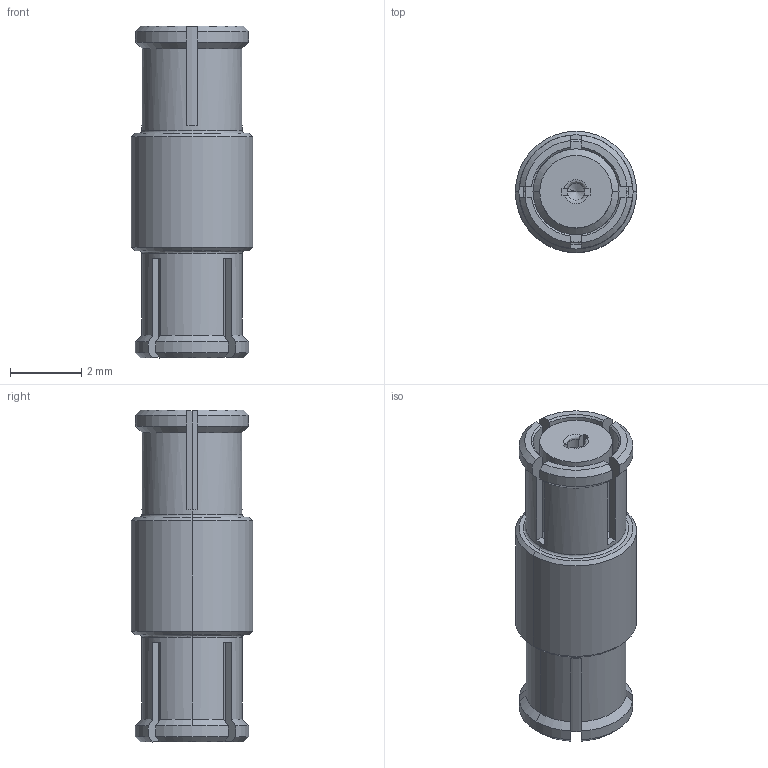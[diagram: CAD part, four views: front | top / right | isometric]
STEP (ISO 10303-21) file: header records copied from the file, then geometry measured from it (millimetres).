
FILE_DESCRIPTION (( 'STEP AP214' ), '1' );
FILE_NAME ('ﾏ褞襄鮏_ﾑﾐ-50-3-08-ﾐﾐ-ﾏ-5.STEP', '2018-11-27T09:15:23', ( 'User' ), ( '' ), 'SwSTEP 2.0', 'SolidWorks 2016', '' );
FILE_SCHEMA (( 'AUTOMOTIVE_DESIGN' ));
Length unit declared in the file: millimetre
Products named in the file (1): ﾏ褞襄鮏_ﾑﾐ-50-3-08-ﾐﾐ-ﾏ-5
Bounding box: 3.4 x 3.4 x 9.3 mm (x, y, z)
Volume: 58.2 mm3; surface area: 196.8 mm2
Topology: 1 solids, 1 shells, 129 faces, 352 edges, 225 vertices
Faces by surface type: plane 48, cone 40, cylinder 33, bspline 8
Entity records: 5475 total; most frequent: CARTESIAN_POINT 1112, ORIENTED_EDGE 696, DIRECTION 662, EDGE_CURVE 348, AXIS2_PLACEMENT_3D 257, VERTEX_POINT 225, VECTOR 148, LINE 148
